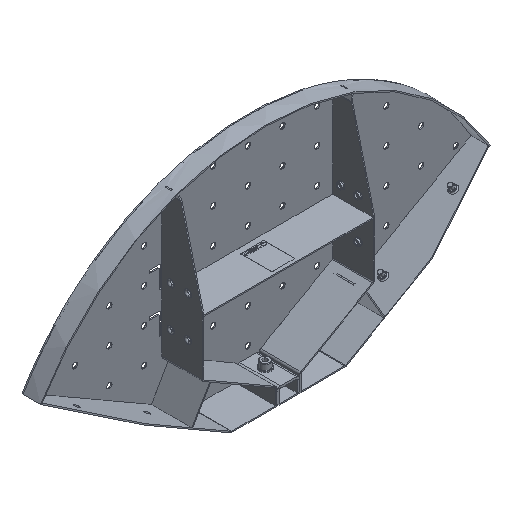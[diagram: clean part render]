
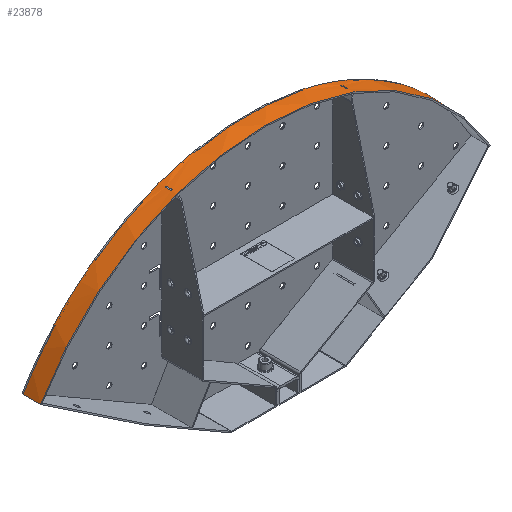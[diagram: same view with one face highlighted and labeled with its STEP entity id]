
A CAD part, isometric view. The second image highlights one B-rep face of the part: STEP entity #23878.
In plain terms, the highlighted cylindrical face has radius 225 mm (diameter 450 mm), a partial arc.
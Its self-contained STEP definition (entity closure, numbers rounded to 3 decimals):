
#23135=CARTESIAN_POINT('',(0.,0.,0.));
#23136=DIRECTION('',(0.,1.,0.));
#23137=DIRECTION('',(-0.208,0.,0.978));
#23138=AXIS2_PLACEMENT_3D('',#23135,#23136,#23137);
#23162=CARTESIAN_POINT('',(0.,0.,0.));
#23163=DIRECTION('',(0.,1.,0.));
#23164=DIRECTION('',(0.406,0.,0.914));
#23165=AXIS2_PLACEMENT_3D('',#23162,#23163,#23164);
#23180=CARTESIAN_POINT('',(0.,0.,0.));
#23181=DIRECTION('',(0.,1.,0.));
#23182=DIRECTION('',(0.743,0.,0.669));
#23183=AXIS2_PLACEMENT_3D('',#23180,#23181,#23182);
#23185=CARTESIAN_POINT('',(0.,0.,0.));
#23186=DIRECTION('',(0.,1.,0.));
#23187=DIRECTION('',(-0.866,0.,0.501));
#23188=AXIS2_PLACEMENT_3D('',#23185,#23186,#23187);
#23203=CARTESIAN_POINT('',(0.,0.,0.));
#23204=DIRECTION('',(0.,1.,0.));
#23205=DIRECTION('',(-0.588,0.,0.809));
#23206=AXIS2_PLACEMENT_3D('',#23203,#23204,#23205);
#23269=DIRECTION('',(0.,1.,0.));
#23270=VECTOR('',#23269,1.);
#23271=CARTESIAN_POINT('',(91.424,0.,205.588));
#23272=LINE('',#23271,#23270);
#23273=DIRECTION('',(0.,1.,0.));
#23274=VECTOR('',#23273,1.);
#23275=CARTESIAN_POINT('',(132.333,0.,181.97));
#23276=LINE('',#23275,#23274);
#23277=DIRECTION('',(0.,-1.,0.));
#23278=VECTOR('',#23277,15.);
#23279=CARTESIAN_POINT('',(-194.756,0.,112.673));
#23280=LINE('',#23279,#23278);
#23281=DIRECTION('',(0.,1.,0.));
#23282=VECTOR('',#23281,1.);
#23283=CARTESIAN_POINT('',(-167.141,0.,150.629));
#23284=LINE('',#23283,#23282);
#23285=DIRECTION('',(0.,1.,0.));
#23286=VECTOR('',#23285,1.);
#23287=CARTESIAN_POINT('',(-91.424,0.,205.588));
#23288=LINE('',#23287,#23286);
#23289=DIRECTION('',(0.,1.,0.));
#23290=VECTOR('',#23289,1.);
#23291=CARTESIAN_POINT('',(46.878,0.,220.062));
#23292=LINE('',#23291,#23290);
#23293=CARTESIAN_POINT('',(0.,-4.9,0.));
#23294=DIRECTION('',(0.,1.,0.));
#23295=DIRECTION('',(-0.34,0.,0.94));
#23296=AXIS2_PLACEMENT_3D('',#23293,#23294,#23295);
#23298=DIRECTION('',(0.,1.,0.));
#23299=VECTOR('',#23298,5.);
#23300=CARTESIAN_POINT('',(-76.517,-9.9,211.59));
#23301=LINE('',#23300,#23299);
#23302=CARTESIAN_POINT('',(0.,-9.9,0.));
#23303=DIRECTION('',(0.,1.,0.));
#23304=DIRECTION('',(-0.34,0.,0.94));
#23305=AXIS2_PLACEMENT_3D('',#23302,#23303,#23304);
#23307=DIRECTION('',(0.,1.,0.));
#23308=VECTOR('',#23307,5.);
#23309=CARTESIAN_POINT('',(-75.477,-9.9,211.963));
#23310=LINE('',#23309,#23308);
#23311=CARTESIAN_POINT('',(0.,-4.9,0.));
#23312=DIRECTION('',(0.,1.,0.));
#23313=DIRECTION('',(0.335,0.,0.942));
#23314=AXIS2_PLACEMENT_3D('',#23311,#23312,#23313);
#23316=DIRECTION('',(0.,1.,0.));
#23317=VECTOR('',#23316,5.);
#23318=CARTESIAN_POINT('',(75.477,-9.9,211.963));
#23319=LINE('',#23318,#23317);
#23320=CARTESIAN_POINT('',(0.,-9.9,0.));
#23321=DIRECTION('',(0.,1.,0.));
#23322=DIRECTION('',(0.335,0.,0.942));
#23323=AXIS2_PLACEMENT_3D('',#23320,#23321,#23322);
#23325=DIRECTION('',(0.,1.,0.));
#23326=VECTOR('',#23325,5.);
#23327=CARTESIAN_POINT('',(76.517,-9.9,211.59));
#23328=LINE('',#23327,#23326);
#23337=DIRECTION('',(0.,1.,0.));
#23338=VECTOR('',#23337,1.);
#23339=CARTESIAN_POINT('',(167.141,0.,150.629));
#23340=LINE('',#23339,#23338);
#23354=CARTESIAN_POINT('',(0.,1.,0.));
#23355=DIRECTION('',(0.,1.,0.));
#23356=DIRECTION('',(0.208,0.,0.978));
#23357=AXIS2_PLACEMENT_3D('',#23354,#23355,#23356);
#23372=CARTESIAN_POINT('',(0.,1.,0.));
#23373=DIRECTION('',(0.,1.,0.));
#23374=DIRECTION('',(0.588,0.,0.809));
#23375=AXIS2_PLACEMENT_3D('',#23372,#23373,#23374);
#23386=CARTESIAN_POINT('',(0.,1.,0.));
#23387=DIRECTION('',(0.,1.,0.));
#23388=DIRECTION('',(-0.406,0.,0.914));
#23389=AXIS2_PLACEMENT_3D('',#23386,#23387,#23388);
#23404=CARTESIAN_POINT('',(0.,1.,0.));
#23405=DIRECTION('',(0.,1.,0.));
#23406=DIRECTION('',(-0.743,0.,0.669));
#23407=AXIS2_PLACEMENT_3D('',#23404,#23405,#23406);
#23417=DIRECTION('',(0.,1.,0.));
#23418=VECTOR('',#23417,1.);
#23419=CARTESIAN_POINT('',(-46.878,0.,220.062));
#23420=LINE('',#23419,#23418);
#23429=DIRECTION('',(0.,1.,0.));
#23430=VECTOR('',#23429,1.);
#23431=CARTESIAN_POINT('',(-132.333,0.,181.97));
#23432=LINE('',#23431,#23430);
#23437=DIRECTION('',(0.,-1.,0.));
#23438=VECTOR('',#23437,15.);
#23439=CARTESIAN_POINT('',(194.756,0.,112.673));
#23440=LINE('',#23439,#23438);
#23485=CARTESIAN_POINT('',(0.,-15.,0.));
#23486=DIRECTION('',(0.,1.,0.));
#23487=DIRECTION('',(-0.866,0.,0.501));
#23488=AXIS2_PLACEMENT_3D('',#23485,#23486,#23487);
#23535=CARTESIAN_POINT('',(194.756,0.,112.673));
#23537=VERTEX_POINT('',#23535);
#23540=CARTESIAN_POINT('',(-194.756,0.,112.673));
#23542=VERTEX_POINT('',#23540);
#23543=CARTESIAN_POINT('',(-194.756,-15.,112.673));
#23544=CARTESIAN_POINT('',(194.756,-15.,112.673));
#23545=VERTEX_POINT('',#23543);
#23546=VERTEX_POINT('',#23544);
#23552=CARTESIAN_POINT('',(46.878,1.,220.062));
#23554=VERTEX_POINT('',#23552);
#23555=CARTESIAN_POINT('',(91.424,1.,205.588));
#23556=VERTEX_POINT('',#23555);
#23560=CARTESIAN_POINT('',(132.333,1.,181.97));
#23562=VERTEX_POINT('',#23560);
#23563=CARTESIAN_POINT('',(167.141,1.,150.629));
#23564=VERTEX_POINT('',#23563);
#23568=CARTESIAN_POINT('',(46.878,0.,220.062));
#23570=VERTEX_POINT('',#23568);
#23571=CARTESIAN_POINT('',(91.424,0.,205.588));
#23573=VERTEX_POINT('',#23571);
#23576=CARTESIAN_POINT('',(132.333,0.,181.97));
#23578=VERTEX_POINT('',#23576);
#23579=CARTESIAN_POINT('',(167.141,0.,150.629));
#23581=VERTEX_POINT('',#23579);
#23583=CARTESIAN_POINT('',(-167.141,0.,150.629));
#23584=VERTEX_POINT('',#23583);
#23585=CARTESIAN_POINT('',(-132.333,0.,181.97));
#23586=CARTESIAN_POINT('',(-91.424,0.,205.588));
#23587=VERTEX_POINT('',#23585);
#23588=VERTEX_POINT('',#23586);
#23589=CARTESIAN_POINT('',(-46.878,0.,220.062));
#23590=VERTEX_POINT('',#23589);
#23595=CARTESIAN_POINT('',(-91.424,1.,205.588));
#23596=VERTEX_POINT('',#23595);
#23597=CARTESIAN_POINT('',(-46.878,1.,220.062));
#23598=VERTEX_POINT('',#23597);
#23603=CARTESIAN_POINT('',(-167.141,1.,150.629));
#23604=VERTEX_POINT('',#23603);
#23605=CARTESIAN_POINT('',(-132.333,1.,181.97));
#23606=VERTEX_POINT('',#23605);
#23615=CARTESIAN_POINT('',(-76.517,-4.9,211.59));
#23616=CARTESIAN_POINT('',(-75.477,-4.9,211.963));
#23617=VERTEX_POINT('',#23615);
#23618=VERTEX_POINT('',#23616);
#23619=CARTESIAN_POINT('',(-76.517,-9.9,211.59));
#23620=CARTESIAN_POINT('',(-75.477,-9.9,211.963));
#23621=VERTEX_POINT('',#23619);
#23622=VERTEX_POINT('',#23620);
#23639=CARTESIAN_POINT('',(76.517,-4.9,211.59));
#23640=VERTEX_POINT('',#23639);
#23641=CARTESIAN_POINT('',(75.477,-4.9,211.963));
#23642=VERTEX_POINT('',#23641);
#23643=CARTESIAN_POINT('',(76.517,-9.9,211.59));
#23644=VERTEX_POINT('',#23643);
#23645=CARTESIAN_POINT('',(75.477,-9.9,211.963));
#23646=VERTEX_POINT('',#23645);
#23818=CARTESIAN_POINT('',(0.,0.,0.));
#23819=DIRECTION('',(0.,1.,0.));
#23820=DIRECTION('',(1.,0.,0.));
#23821=AXIS2_PLACEMENT_3D('',#23818,#23819,#23820);
#23822=CYLINDRICAL_SURFACE('',#23821,225.);
#23823=ORIENTED_EDGE('',*,*,#23674,.T.);
#23825=ORIENTED_EDGE('',*,*,#23824,.T.);
#23827=ORIENTED_EDGE('',*,*,#23826,.T.);
#23829=ORIENTED_EDGE('',*,*,#23828,.F.);
#23830=ORIENTED_EDGE('',*,*,#23690,.T.);
#23832=ORIENTED_EDGE('',*,*,#23831,.T.);
#23834=ORIENTED_EDGE('',*,*,#23833,.F.);
#23836=ORIENTED_EDGE('',*,*,#23835,.F.);
#23837=ORIENTED_EDGE('',*,*,#23700,.T.);
#23839=ORIENTED_EDGE('',*,*,#23838,.T.);
#23841=ORIENTED_EDGE('',*,*,#23840,.T.);
#23843=ORIENTED_EDGE('',*,*,#23842,.F.);
#23844=ORIENTED_EDGE('',*,*,#23716,.T.);
#23846=ORIENTED_EDGE('',*,*,#23845,.T.);
#23848=ORIENTED_EDGE('',*,*,#23847,.T.);
#23850=ORIENTED_EDGE('',*,*,#23849,.F.);
#23851=ORIENTED_EDGE('',*,*,#23654,.T.);
#23852=ORIENTED_EDGE('',*,*,#23785,.T.);
#23854=ORIENTED_EDGE('',*,*,#23853,.T.);
#23855=ORIENTED_EDGE('',*,*,#23810,.F.);
#23856=EDGE_LOOP('',(#23823,#23825,#23827,#23829,#23830,#23832,#23834,#23836,
#23837,#23839,#23841,#23843,#23844,#23846,#23848,#23850,#23851,#23852,#23854,
#23855));
#23857=FACE_OUTER_BOUND('',#23856,.F.);
#23859=ORIENTED_EDGE('',*,*,#23858,.F.);
#23861=ORIENTED_EDGE('',*,*,#23860,.F.);
#23863=ORIENTED_EDGE('',*,*,#23862,.T.);
#23865=ORIENTED_EDGE('',*,*,#23864,.T.);
#23866=EDGE_LOOP('',(#23859,#23861,#23863,#23865));
#23867=FACE_BOUND('',#23866,.F.);
#23869=ORIENTED_EDGE('',*,*,#23868,.F.);
#23871=ORIENTED_EDGE('',*,*,#23870,.F.);
#23873=ORIENTED_EDGE('',*,*,#23872,.T.);
#23875=ORIENTED_EDGE('',*,*,#23874,.T.);
#23876=EDGE_LOOP('',(#23869,#23871,#23873,#23875));
#23877=FACE_BOUND('',#23876,.F.);
#23878=ADVANCED_FACE('',(#23857,#23867,#23877),#23822,.T.);
#23139=CIRCLE('',#23138,225.);
#23166=CIRCLE('',#23165,225.);
#23184=CIRCLE('',#23183,225.);
#23189=CIRCLE('',#23188,225.);
#23207=CIRCLE('',#23206,225.);
#23297=CIRCLE('',#23296,225.);
#23306=CIRCLE('',#23305,225.);
#23315=CIRCLE('',#23314,225.);
#23324=CIRCLE('',#23323,225.);
#23358=CIRCLE('',#23357,225.);
#23376=CIRCLE('',#23375,225.);
#23390=CIRCLE('',#23389,225.);
#23408=CIRCLE('',#23407,225.);
#23489=CIRCLE('',#23488,225.);
#23654=EDGE_CURVE('',#23590,#23570,#23139,.T.);
#23674=EDGE_CURVE('',#23573,#23578,#23166,.T.);
#23690=EDGE_CURVE('',#23581,#23537,#23184,.T.);
#23700=EDGE_CURVE('',#23542,#23584,#23189,.T.);
#23716=EDGE_CURVE('',#23587,#23588,#23207,.T.);
#23785=EDGE_CURVE('',#23570,#23554,#23292,.T.);
#23810=EDGE_CURVE('',#23573,#23556,#23272,.T.);
#23824=EDGE_CURVE('',#23578,#23562,#23276,.T.);
#23826=EDGE_CURVE('',#23562,#23564,#23376,.T.);
#23828=EDGE_CURVE('',#23581,#23564,#23340,.T.);
#23831=EDGE_CURVE('',#23537,#23546,#23440,.T.);
#23833=EDGE_CURVE('',#23545,#23546,#23489,.T.);
#23835=EDGE_CURVE('',#23542,#23545,#23280,.T.);
#23838=EDGE_CURVE('',#23584,#23604,#23284,.T.);
#23840=EDGE_CURVE('',#23604,#23606,#23408,.T.);
#23842=EDGE_CURVE('',#23587,#23606,#23432,.T.);
#23845=EDGE_CURVE('',#23588,#23596,#23288,.T.);
#23847=EDGE_CURVE('',#23596,#23598,#23390,.T.);
#23849=EDGE_CURVE('',#23590,#23598,#23420,.T.);
#23853=EDGE_CURVE('',#23554,#23556,#23358,.T.);
#23858=EDGE_CURVE('',#23617,#23618,#23297,.T.);
#23860=EDGE_CURVE('',#23621,#23617,#23301,.T.);
#23862=EDGE_CURVE('',#23621,#23622,#23306,.T.);
#23864=EDGE_CURVE('',#23622,#23618,#23310,.T.);
#23868=EDGE_CURVE('',#23642,#23640,#23315,.T.);
#23870=EDGE_CURVE('',#23646,#23642,#23319,.T.);
#23872=EDGE_CURVE('',#23646,#23644,#23324,.T.);
#23874=EDGE_CURVE('',#23644,#23640,#23328,.T.);
